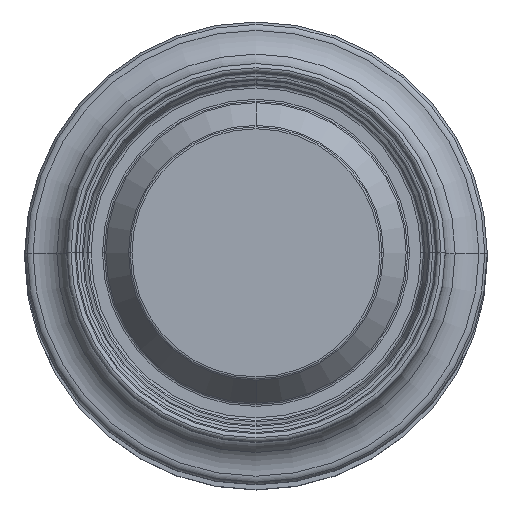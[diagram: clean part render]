
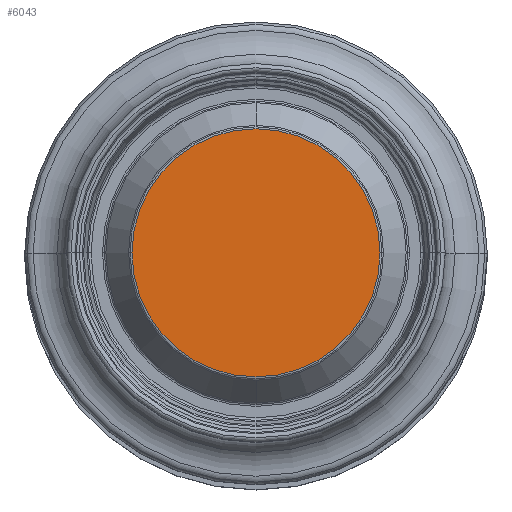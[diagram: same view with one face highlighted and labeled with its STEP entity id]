
A CAD part, top view. The second image highlights one B-rep face of the part: STEP entity #6043.
In plain terms, the highlighted planar face has unit normal (0, 0, 1).
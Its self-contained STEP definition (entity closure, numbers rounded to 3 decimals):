
#2756=CARTESIAN_POINT('',(0.,0.,400.));
#2757=DIRECTION('',(0.,0.,1.));
#2758=DIRECTION('',(-1.,0.,0.));
#2759=AXIS2_PLACEMENT_3D('',#2756,#2757,#2758);
#2764=CARTESIAN_POINT('',(0.,0.,400.));
#2765=DIRECTION('',(0.,0.,1.));
#2766=DIRECTION('',(0.,1.,0.));
#2767=AXIS2_PLACEMENT_3D('',#2764,#2765,#2766);
#2772=CARTESIAN_POINT('',(0.,0.,400.));
#2773=DIRECTION('',(0.,0.,1.));
#2774=DIRECTION('',(1.,0.,0.));
#2775=AXIS2_PLACEMENT_3D('',#2772,#2773,#2774);
#2780=CARTESIAN_POINT('',(0.,0.,400.));
#2781=DIRECTION('',(0.,0.,1.));
#2782=DIRECTION('',(0.,-1.,0.));
#2783=AXIS2_PLACEMENT_3D('',#2780,#2781,#2782);
#3814=CARTESIAN_POINT('',(-14.75,0.,400.));
#3815=VERTEX_POINT('',#3814);
#3816=CARTESIAN_POINT('',(14.75,0.,400.));
#3817=VERTEX_POINT('',#3816);
#3818=CARTESIAN_POINT('',(0.,14.75,400.));
#3819=VERTEX_POINT('',#3818);
#3820=CARTESIAN_POINT('',(0.,-14.75,400.));
#3821=VERTEX_POINT('',#3820);
#6030=CARTESIAN_POINT('',(0.,0.,400.));
#6031=DIRECTION('',(0.,0.,1.));
#6032=DIRECTION('',(0.,1.,0.));
#6033=AXIS2_PLACEMENT_3D('',#6030,#6031,#6032);
#6034=PLANE('',#6033);
#6036=ORIENTED_EDGE('',*,*,#6035,.F.);
#6037=ORIENTED_EDGE('',*,*,#6020,.F.);
#6038=ORIENTED_EDGE('',*,*,#6018,.F.);
#6040=ORIENTED_EDGE('',*,*,#6039,.F.);
#6041=EDGE_LOOP('',(#6036,#6037,#6038,#6040));
#6042=FACE_OUTER_BOUND('',#6041,.F.);
#2760=CIRCLE('',#2759,14.75);
#2768=CIRCLE('',#2767,14.75);
#2776=CIRCLE('',#2775,14.75);
#2784=CIRCLE('',#2783,14.75);
#6018=EDGE_CURVE('',#3817,#3819,#2776,.T.);
#6020=EDGE_CURVE('',#3819,#3815,#2768,.T.);
#6035=EDGE_CURVE('',#3815,#3821,#2760,.T.);
#6039=EDGE_CURVE('',#3821,#3817,#2784,.T.);
#6043=ADVANCED_FACE('',(#6042),#6034,.T.);
